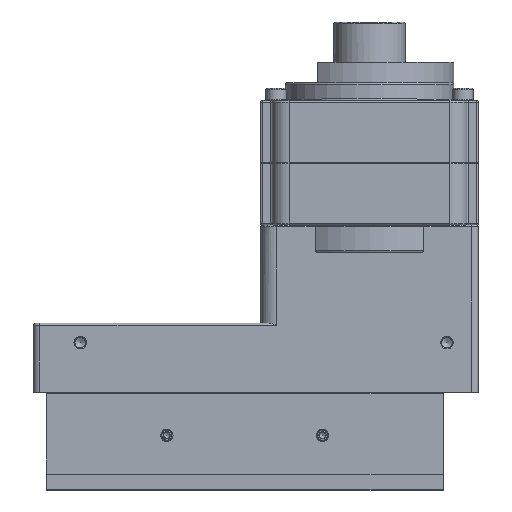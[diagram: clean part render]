
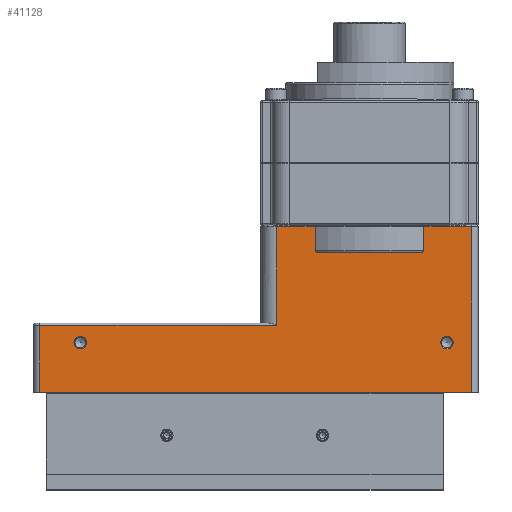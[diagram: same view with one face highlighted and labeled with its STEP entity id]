
A CAD part, top view. The second image highlights one B-rep face of the part: STEP entity #41128.
In plain terms, the highlighted planar face has unit normal (0, 0, 1).
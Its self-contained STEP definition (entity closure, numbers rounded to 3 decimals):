
#748=FACE_BOUND('',#5882,.T.);
#749=FACE_BOUND('',#5883,.T.);
#1128=PLANE('',#45060);
#3441=FACE_OUTER_BOUND('',#5881,.T.);
#5881=EDGE_LOOP('',(#32473,#32474,#32475,#32476,#32477,#32478,#32479,#32480,
#32481,#32482,#32483,#32484));
#5882=EDGE_LOOP('',(#32485,#32486));
#5883=EDGE_LOOP('',(#32487,#32488));
#7733=B_SPLINE_CURVE_WITH_KNOTS('',3,(#95313,#95314,#95315,#95316,#95317,
#95318,#95319,#95320,#95321,#95322),.UNSPECIFIED.,.F.,.F.,(4,2,2,2,4),(-0.839,
-0.808,-0.767,-0.709,-0.632),
 .UNSPECIFIED.);
#7734=B_SPLINE_CURVE_WITH_KNOTS('',3,(#95325,#95326,#95327,#95328,#95329,
#95330,#95331,#95332,#95333,#95334),.UNSPECIFIED.,.F.,.F.,(4,2,2,2,4),(-0.207,
-0.13,-0.072,-0.031,0.),
 .UNSPECIFIED.);
#9267=LINE('',#95400,#11977);
#9268=LINE('',#95403,#11978);
#9609=LINE('',#96949,#12319);
#9888=LINE('',#100887,#12598);
#9889=LINE('',#100889,#12599);
#9890=LINE('',#100891,#12600);
#9891=LINE('',#100892,#12601);
#9892=LINE('',#100894,#12602);
#9893=LINE('',#100895,#12603);
#9894=LINE('',#100896,#12604);
#11977=VECTOR('',#51065,1000.);
#11978=VECTOR('',#51068,1000.);
#12319=VECTOR('',#52669,1000.);
#12598=VECTOR('',#53004,1000.);
#12599=VECTOR('',#53005,1000.);
#12600=VECTOR('',#53006,1000.);
#12601=VECTOR('',#53007,1000.);
#12602=VECTOR('',#53008,1000.);
#12603=VECTOR('',#53009,1000.);
#12604=VECTOR('',#53010,1000.);
#15010=CIRCLE('',#44426,4.025);
#15011=CIRCLE('',#44427,4.025);
#15016=CIRCLE('',#44435,4.025);
#15017=CIRCLE('',#44436,4.025);
#17363=VERTEX_POINT('',#95309);
#17364=VERTEX_POINT('',#95310);
#17365=VERTEX_POINT('',#95312);
#17366=VERTEX_POINT('',#95323);
#17371=VERTEX_POINT('',#95399);
#17372=VERTEX_POINT('',#95401);
#17391=VERTEX_POINT('',#95449);
#17392=VERTEX_POINT('',#95451);
#17398=VERTEX_POINT('',#95468);
#17399=VERTEX_POINT('',#95470);
#17838=VERTEX_POINT('',#96946);
#17839=VERTEX_POINT('',#96948);
#18449=VERTEX_POINT('',#100886);
#18450=VERTEX_POINT('',#100888);
#18451=VERTEX_POINT('',#100890);
#18452=VERTEX_POINT('',#100893);
#22144=EDGE_CURVE('',#17365,#17363,#7733,.T.);
#22146=EDGE_CURVE('',#17364,#17366,#7734,.T.);
#22151=EDGE_CURVE('',#17365,#17371,#9267,.T.);
#22153=EDGE_CURVE('',#17366,#17372,#9268,.T.);
#22177=EDGE_CURVE('',#17391,#17392,#15010,.T.);
#22178=EDGE_CURVE('',#17392,#17391,#15011,.T.);
#22186=EDGE_CURVE('',#17398,#17399,#15016,.T.);
#22187=EDGE_CURVE('',#17399,#17398,#15017,.T.);
#22866=EDGE_CURVE('',#17839,#17838,#9609,.T.);
#23484=EDGE_CURVE('',#17372,#18449,#9888,.T.);
#23485=EDGE_CURVE('',#18449,#18450,#9889,.T.);
#23486=EDGE_CURVE('',#18450,#18451,#9890,.T.);
#23487=EDGE_CURVE('',#18451,#17839,#9891,.T.);
#23488=EDGE_CURVE('',#17838,#18452,#9892,.T.);
#23489=EDGE_CURVE('',#18452,#17371,#9893,.T.);
#23490=EDGE_CURVE('',#17364,#17363,#9894,.T.);
#32473=ORIENTED_EDGE('',*,*,#22153,.T.);
#32474=ORIENTED_EDGE('',*,*,#23484,.T.);
#32475=ORIENTED_EDGE('',*,*,#23485,.T.);
#32476=ORIENTED_EDGE('',*,*,#23486,.T.);
#32477=ORIENTED_EDGE('',*,*,#23487,.T.);
#32478=ORIENTED_EDGE('',*,*,#22866,.T.);
#32479=ORIENTED_EDGE('',*,*,#23488,.T.);
#32480=ORIENTED_EDGE('',*,*,#23489,.T.);
#32481=ORIENTED_EDGE('',*,*,#22151,.F.);
#32482=ORIENTED_EDGE('',*,*,#22144,.T.);
#32483=ORIENTED_EDGE('',*,*,#23490,.F.);
#32484=ORIENTED_EDGE('',*,*,#22146,.T.);
#32485=ORIENTED_EDGE('',*,*,#22178,.F.);
#32486=ORIENTED_EDGE('',*,*,#22177,.F.);
#32487=ORIENTED_EDGE('',*,*,#22187,.F.);
#32488=ORIENTED_EDGE('',*,*,#22186,.F.);
#41128=ADVANCED_FACE('',(#3441,#748,#749),#1128,.F.);
#44426=AXIS2_PLACEMENT_3D('',#95452,#51120,#51121);
#44427=AXIS2_PLACEMENT_3D('',#95453,#51122,#51123);
#44435=AXIS2_PLACEMENT_3D('',#95471,#51141,#51142);
#44436=AXIS2_PLACEMENT_3D('',#95472,#51143,#51144);
#45060=AXIS2_PLACEMENT_3D('',#100885,#53002,#53003);
#51065=DIRECTION('',(0.,1.,0.));
#51068=DIRECTION('',(0.,1.,0.));
#51120=DIRECTION('center_axis',(0.,0.,1.));
#51121=DIRECTION('ref_axis',(1.,0.,0.));
#51122=DIRECTION('center_axis',(0.,0.,1.));
#51123=DIRECTION('ref_axis',(1.,0.,0.));
#51141=DIRECTION('center_axis',(0.,0.,1.));
#51142=DIRECTION('ref_axis',(1.,0.,0.));
#51143=DIRECTION('center_axis',(0.,0.,1.));
#51144=DIRECTION('ref_axis',(1.,0.,0.));
#52669=DIRECTION('',(1.,0.,0.));
#53002=DIRECTION('center_axis',(0.,0.,-1.));
#53003=DIRECTION('ref_axis',(-1.,0.,0.));
#53004=DIRECTION('',(-1.,0.,0.));
#53005=DIRECTION('',(0.,-1.,0.));
#53006=DIRECTION('',(-1.,0.,0.));
#53007=DIRECTION('',(0.,-1.,0.));
#53008=DIRECTION('',(0.,1.,0.));
#53009=DIRECTION('',(-1.,0.,0.));
#53010=DIRECTION('',(1.,0.,0.));
#95309=CARTESIAN_POINT('',(-14.16,152.5,0.));
#95310=CARTESIAN_POINT('',(-80.48,152.5,0.));
#95312=CARTESIAN_POINT('',(-12.412,153.5,0.));
#95313=CARTESIAN_POINT('Ctrl Pts',(-12.412,153.5,0.));
#95314=CARTESIAN_POINT('Ctrl Pts',(-12.412,153.397,0.));
#95315=CARTESIAN_POINT('Ctrl Pts',(-12.447,153.279,0.));
#95316=CARTESIAN_POINT('Ctrl Pts',(-12.565,153.07,0.));
#95317=CARTESIAN_POINT('Ctrl Pts',(-12.682,152.953,0.));
#95318=CARTESIAN_POINT('Ctrl Pts',(-12.951,152.76,0.));
#95319=CARTESIAN_POINT('Ctrl Pts',(-13.164,152.667,0.));
#95320=CARTESIAN_POINT('Ctrl Pts',(-13.597,152.539,0.));
#95321=CARTESIAN_POINT('Ctrl Pts',(-13.903,152.5,0.));
#95322=CARTESIAN_POINT('Ctrl Pts',(-14.16,152.5,0.));
#95323=CARTESIAN_POINT('',(-82.228,153.5,0.));
#95325=CARTESIAN_POINT('Ctrl Pts',(-80.48,152.5,0.));
#95326=CARTESIAN_POINT('Ctrl Pts',(-80.737,152.5,0.));
#95327=CARTESIAN_POINT('Ctrl Pts',(-81.043,152.539,0.));
#95328=CARTESIAN_POINT('Ctrl Pts',(-81.476,152.667,0.));
#95329=CARTESIAN_POINT('Ctrl Pts',(-81.689,152.76,0.));
#95330=CARTESIAN_POINT('Ctrl Pts',(-81.958,152.953,0.));
#95331=CARTESIAN_POINT('Ctrl Pts',(-82.075,153.07,0.));
#95332=CARTESIAN_POINT('Ctrl Pts',(-82.193,153.279,0.));
#95333=CARTESIAN_POINT('Ctrl Pts',(-82.228,153.397,0.));
#95334=CARTESIAN_POINT('Ctrl Pts',(-82.228,153.5,0.));
#95399=CARTESIAN_POINT('',(-12.412,169.,0.));
#95400=CARTESIAN_POINT('',(-12.412,152.5,0.));
#95401=CARTESIAN_POINT('',(-82.228,169.,0.));
#95403=CARTESIAN_POINT('',(-82.228,152.5,0.));
#95449=CARTESIAN_POINT('',(-237.175,94.5,0.));
#95451=CARTESIAN_POINT('',(-229.125,94.5,0.));
#95452=CARTESIAN_POINT('Origin',(-233.15,94.5,0.));
#95453=CARTESIAN_POINT('Origin',(-233.15,94.5,0.));
#95468=CARTESIAN_POINT('',(-1.615,94.5,0.));
#95470=CARTESIAN_POINT('',(6.435,94.5,0.));
#95471=CARTESIAN_POINT('Origin',(2.41,94.5,0.));
#95472=CARTESIAN_POINT('Origin',(2.41,94.5,0.));
#96946=CARTESIAN_POINT('',(18.41,62.5,0.));
#96948=CARTESIAN_POINT('',(-259.15,62.5,0.));
#96949=CARTESIAN_POINT('',(22.41,62.5,0.));
#100885=CARTESIAN_POINT('Origin',(22.41,107.,0.));
#100886=CARTESIAN_POINT('',(-107.05,169.,0.));
#100887=CARTESIAN_POINT('',(22.41,169.,0.));
#100888=CARTESIAN_POINT('',(-107.05,105.5,0.));
#100889=CARTESIAN_POINT('',(-107.05,107.,0.));
#100890=CARTESIAN_POINT('',(-259.15,105.5,0.));
#100891=CARTESIAN_POINT('',(22.41,105.5,0.));
#100892=CARTESIAN_POINT('',(-259.15,107.,0.));
#100893=CARTESIAN_POINT('',(18.41,169.,0.));
#100894=CARTESIAN_POINT('',(18.41,107.,0.));
#100895=CARTESIAN_POINT('',(22.41,169.,0.));
#100896=CARTESIAN_POINT('',(-179.862,152.5,0.));
